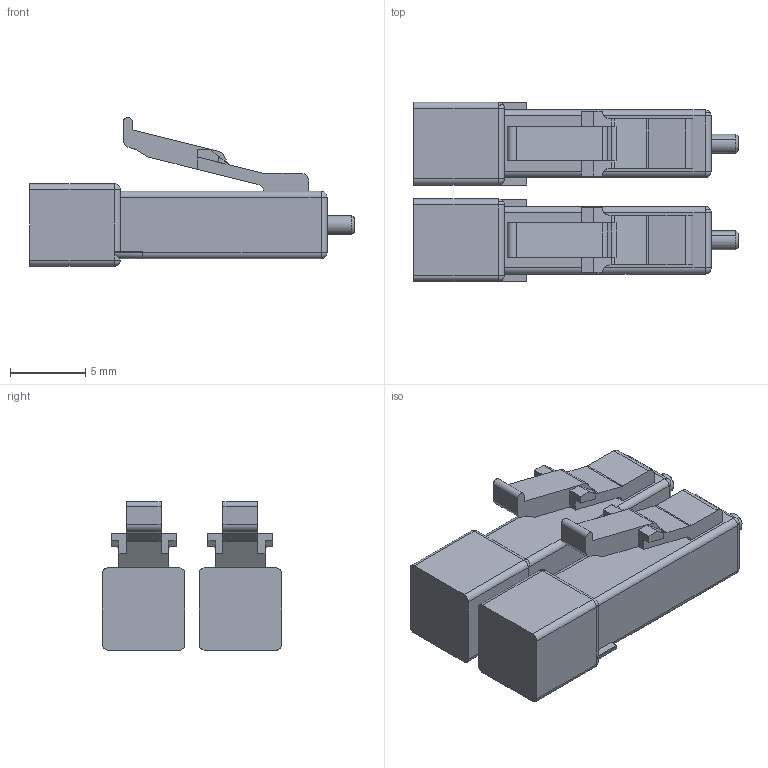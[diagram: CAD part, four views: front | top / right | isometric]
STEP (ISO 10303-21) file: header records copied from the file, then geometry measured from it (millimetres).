
FILE_DESCRIPTION((''),'2;1');
FILE_NAME('PCBM_CERN_VTRX V2.1 (SM)_Part3.stp','2014-01-15T14:57:26',(''),(''),'Mechanical Desktop 2011','Mechanical Desktop 2011',', , ');
FILE_SCHEMA(('AUTOMOTIVE_DESIGN { 1 2 10303 214 1 1 1 1 }'));
Length unit declared in the file: millimetre
Products named in the file (1): Product
Bounding box: 21.5 x 11.87 x 9.84 mm (x, y, z)
Volume: 952.8 mm3; surface area: 1146.2 mm2
Topology: 2 solids, 2 shells, 190 faces, 498 edges, 310 vertices
Faces by surface type: plane 92, cylinder 74, sphere 20, cone 4
Entity records: 5808 total; most frequent: DIRECTION 1042, CARTESIAN_POINT 991, ORIENTED_EDGE 980, EDGE_CURVE 490, AXIS2_PLACEMENT_3D 361, VECTOR 320, LINE 320, VERTEX_POINT 310
